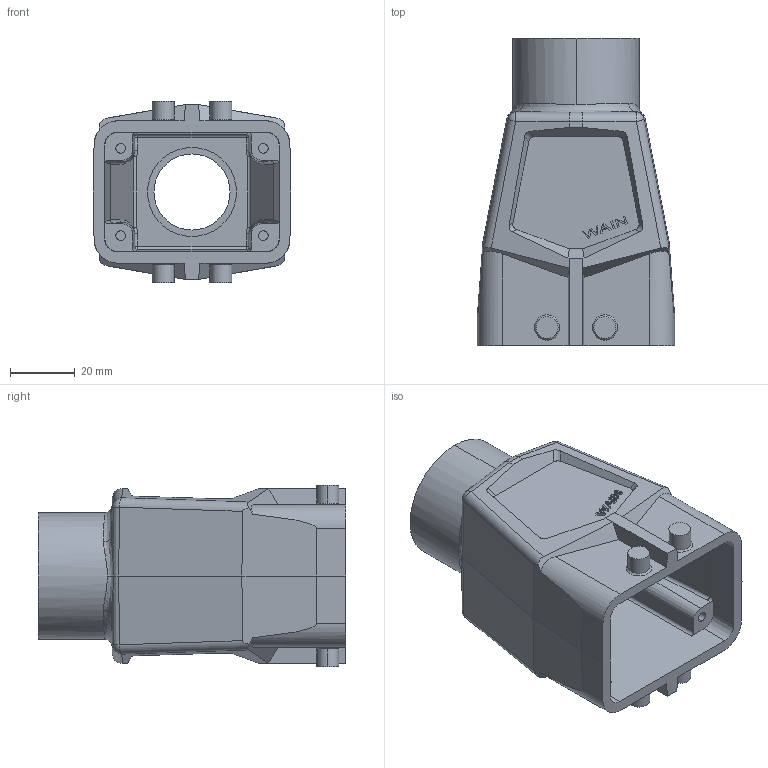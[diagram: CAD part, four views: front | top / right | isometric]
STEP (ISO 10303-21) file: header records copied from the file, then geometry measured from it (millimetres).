
FILE_DESCRIPTION((''),'2;1');
FILE_NAME('3D_1170064305003_H6B_P-TEH-4B-M','2023-12-13T',('yp.zhu'),(''),'PRO/ENGINEER BY PARAMETRIC TECHNOLOGY CORPORATION, 2012480','PRO/ENGINEER BY PARAMETRIC TECHNOLOGY CORPORATION, 2012480','');
FILE_SCHEMA(('CONFIG_CONTROL_DESIGN'));
Length unit declared in the file: millimetre
Products named in the file (1): 3D_1170064305003_H6B_P-TEH-4B-M
Bounding box: 61 x 95 x 56 mm (x, y, z)
Volume: 83207.5 mm3; surface area: 34773.7 mm2
Topology: 1 solids, 1 shells, 311 faces, 814 edges, 515 vertices
Faces by surface type: plane 166, cylinder 73, cone 22, extrusion 20, bspline 18, sphere 8, torus 4
Entity records: 12222 total; most frequent: CARTESIAN_POINT 4865, ORIENTED_EDGE 1604, DIRECTION 1339, EDGE_CURVE 802, VECTOR 535, LINE 515, VERTEX_POINT 515, AXIS2_PLACEMENT_3D 402
